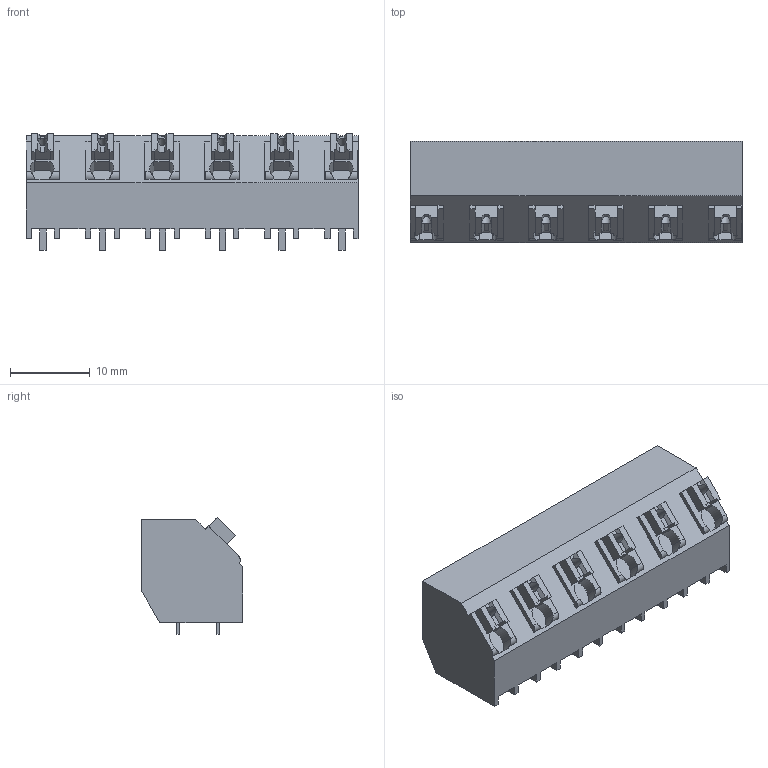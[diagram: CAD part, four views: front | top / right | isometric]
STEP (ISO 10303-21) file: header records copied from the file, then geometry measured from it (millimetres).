
FILE_DESCRIPTION(('CATIA V5 STEP Exchange','CAx-IF Rec.Pracs.--- Model Styling and Organization---1.2---2011-12-15'),'2;1');
FILE_NAME ('D1458429_0_1884920000_1884920000.stp','2018-03-20T14:10:04+00:00',('none'),('Weidmueller'),'CATIA Version 5-6 Release 2014','CATIA V5 STEP AP214','none');
FILE_SCHEMA(('AUTOMOTIVE_DESIGN { 1 0 10303 214 1 1 1 1 }'));
Length unit declared in the file: millimetre
Products named in the file (1): 1884920000
Bounding box: 41.63 x 12.7 x 14.66 mm (x, y, z)
Volume: 4603.3 mm3; surface area: 3995.2 mm2
Topology: 19 solids, 19 shells, 467 faces, 1306 edges, 886 vertices
Faces by surface type: plane 420, cylinder 47
Entity records: 13872 total; most frequent: CARTESIAN_POINT 2724, ORIENTED_EDGE 2612, DIRECTION 1749, EDGE_CURVE 1306, VECTOR 1163, LINE 1163, VERTEX_POINT 886, EDGE_LOOP 488
